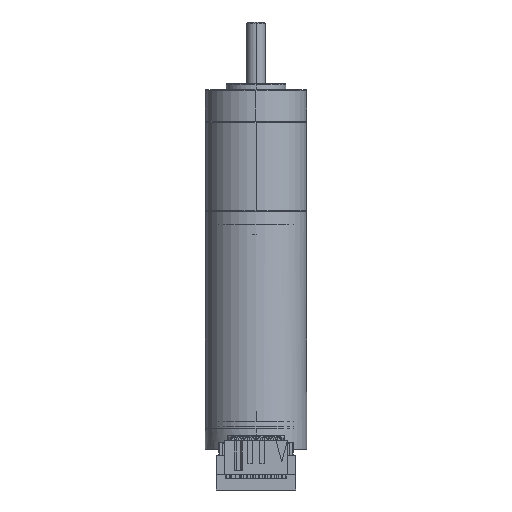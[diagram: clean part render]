
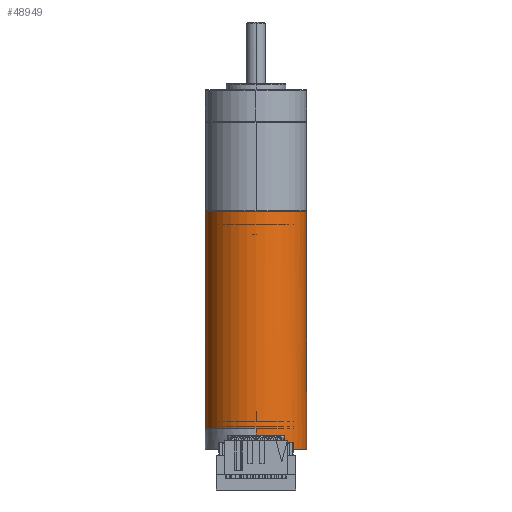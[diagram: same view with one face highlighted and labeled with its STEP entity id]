
A CAD part, front view. The second image highlights one B-rep face of the part: STEP entity #48949.
In plain terms, the highlighted cylindrical face has radius 11 mm (diameter 22 mm), a partial arc.
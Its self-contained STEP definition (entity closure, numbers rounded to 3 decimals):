
#11249=DIRECTION('',(0.,0.,-1.));
#11250=VECTOR('',#11249,47.);
#11251=CARTESIAN_POINT('',(-11.,0.,47.));
#11252=LINE('',#11251,#11250);
#11253=DIRECTION('',(0.,0.,1.));
#11254=VECTOR('',#11253,1.5);
#11255=CARTESIAN_POINT('',(0.,-11.,-1.5));
#11256=LINE('',#11255,#11254);
#11276=DIRECTION('',(0.,0.,1.));
#11277=VECTOR('',#11276,4.5);
#11278=CARTESIAN_POINT('',(0.,11.,-4.5));
#11279=LINE('',#11278,#11277);
#11280=CARTESIAN_POINT('',(0.,0.,0.));
#11281=DIRECTION('',(0.,0.,-1.));
#11282=DIRECTION('',(0.,1.,0.));
#11283=AXIS2_PLACEMENT_3D('',#11280,#11281,#11282);
#11285=DIRECTION('',(0.,0.,1.));
#11286=VECTOR('',#11285,47.);
#11287=CARTESIAN_POINT('',(11.,0.,0.));
#11288=LINE('',#11287,#11286);
#11294=CARTESIAN_POINT('',(0.,0.,-4.5));
#11295=DIRECTION('',(0.,0.,-1.));
#11296=DIRECTION('',(0.,1.,0.));
#11297=AXIS2_PLACEMENT_3D('',#11294,#11295,#11296);
#11299=CARTESIAN_POINT('',(6.168,-9.108,-4.3));
#11300=CARTESIAN_POINT('',(6.235,-9.063,
-4.367));
#11301=CARTESIAN_POINT('',(6.301,-9.017,
-4.434));
#11302=CARTESIAN_POINT('',(6.368,-8.97,-4.5));
#11304=DIRECTION('',(0.,0.,-1.));
#11305=VECTOR('',#11304,2.8);
#11306=CARTESIAN_POINT('',(6.168,-9.108,-1.5));
#11307=LINE('',#11306,#11305);
#11308=CARTESIAN_POINT('',(0.,0.,-1.5));
#11309=DIRECTION('',(0.,0.,-1.));
#11310=DIRECTION('',(0.561,-0.828,0.));
#11311=AXIS2_PLACEMENT_3D('',#11308,#11309,#11310);
#11313=CARTESIAN_POINT('',(0.,0.,0.));
#11314=DIRECTION('',(0.,0.,-1.));
#11315=DIRECTION('',(0.,-1.,0.));
#11316=AXIS2_PLACEMENT_3D('',#11313,#11314,#11315);
#11318=CARTESIAN_POINT('',(0.,0.,47.));
#11319=DIRECTION('',(0.,0.,-1.));
#11320=DIRECTION('',(1.,0.,0.));
#11321=AXIS2_PLACEMENT_3D('',#11318,#11319,#11320);
#30867=CARTESIAN_POINT('',(11.,0.,47.));
#30868=CARTESIAN_POINT('',(-11.,0.,47.));
#30869=VERTEX_POINT('',#30867);
#30870=VERTEX_POINT('',#30868);
#31129=CARTESIAN_POINT('',(6.168,-9.108,-1.5));
#31130=CARTESIAN_POINT('',(0.,-11.,-1.5));
#31131=VERTEX_POINT('',#31129);
#31132=VERTEX_POINT('',#31130);
#31209=VERTEX_POINT('',#11299);
#31210=VERTEX_POINT('',#11302);
#31211=CARTESIAN_POINT('',(0.,11.,-4.5));
#31212=VERTEX_POINT('',#31211);
#31223=CARTESIAN_POINT('',(0.,-11.,0.));
#31224=CARTESIAN_POINT('',(-11.,0.,0.));
#31225=VERTEX_POINT('',#31223);
#31226=VERTEX_POINT('',#31224);
#31227=CARTESIAN_POINT('',(0.,11.,0.));
#31228=CARTESIAN_POINT('',(11.,0.,0.));
#31229=VERTEX_POINT('',#31227);
#31230=VERTEX_POINT('',#31228);
#48927=CARTESIAN_POINT('',(0.,0.,48.3));
#48928=DIRECTION('',(0.,0.,-1.));
#48929=DIRECTION('',(1.,0.,0.));
#48930=AXIS2_PLACEMENT_3D('',#48927,#48928,#48929);
#48931=CYLINDRICAL_SURFACE('',#48930,11.);
#48932=ORIENTED_EDGE('',*,*,#48920,.F.);
#48933=ORIENTED_EDGE('',*,*,#48918,.F.);
#48934=ORIENTED_EDGE('',*,*,#48916,.F.);
#48935=ORIENTED_EDGE('',*,*,#48850,.T.);
#48937=ORIENTED_EDGE('',*,*,#48936,.F.);
#48939=ORIENTED_EDGE('',*,*,#48938,.F.);
#48941=ORIENTED_EDGE('',*,*,#48940,.T.);
#48942=ORIENTED_EDGE('',*,*,#48908,.T.);
#48943=ORIENTED_EDGE('',*,*,#48906,.T.);
#48944=ORIENTED_EDGE('',*,*,#48904,.F.);
#48946=ORIENTED_EDGE('',*,*,#48945,.F.);
#48947=EDGE_LOOP('',(#48932,#48933,#48934,#48935,#48937,#48939,#48941,#48942,
#48943,#48944,#48946));
#48948=FACE_OUTER_BOUND('',#48947,.F.);
#48949=ADVANCED_FACE('',(#48948),#48931,.T.);
#11284=CIRCLE('',#11283,11.);
#11298=CIRCLE('',#11297,11.);
#11303=B_SPLINE_CURVE_WITH_KNOTS('',3,(#11299,#11300,#11301,#11302),
.UNSPECIFIED.,.F.,.F.,(4,4),(0.,1.),.UNSPECIFIED.);
#11312=CIRCLE('',#11311,11.);
#11317=CIRCLE('',#11316,11.);
#11322=CIRCLE('',#11321,11.);
#48850=EDGE_CURVE('',#31212,#31210,#11298,.T.);
#48904=EDGE_CURVE('',#30870,#31226,#11252,.T.);
#48906=EDGE_CURVE('',#31225,#31226,#11317,.T.);
#48908=EDGE_CURVE('',#31132,#31225,#11256,.T.);
#48916=EDGE_CURVE('',#31212,#31229,#11279,.T.);
#48918=EDGE_CURVE('',#31229,#31230,#11284,.T.);
#48920=EDGE_CURVE('',#31230,#30869,#11288,.T.);
#48936=EDGE_CURVE('',#31209,#31210,#11303,.T.);
#48938=EDGE_CURVE('',#31131,#31209,#11307,.T.);
#48940=EDGE_CURVE('',#31131,#31132,#11312,.T.);
#48945=EDGE_CURVE('',#30869,#30870,#11322,.T.);
